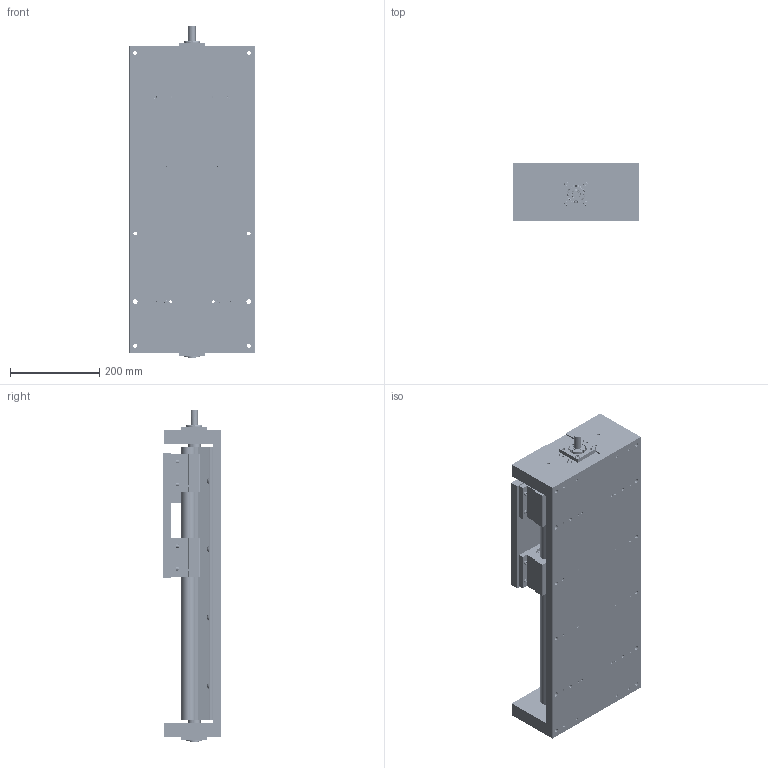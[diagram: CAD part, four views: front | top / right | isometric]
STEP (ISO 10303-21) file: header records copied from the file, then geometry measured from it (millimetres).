
FILE_DESCRIPTION (( 'STEP AP214' ), '1' );
FILE_NAME ('LinearSlide2_88B0B6DFBF.step', '2022-01-19T17:07:20', ( '' ), ( '' ), 'SwSTEP 2.0', 'SolidWorks 2019', '' );
FILE_SCHEMA (( 'AUTOMOTIVE_DESIGN' ));
Length unit declared in the file: inch
Products named in the file (5): LinearSlide2_88B0B6DFBF; n9UDOXqjrj_CADModel_0; n9UDOXqjrj_CADModel_1
Assembly tree (2 placements, depth 2):
  LinearSlide2_88B0B6DFBF
    n9UDOXqjrj_CADModel_1
    n9UDOXqjrj_CADModel_0
  n9UDOXqjrj_CADModel_0
  n9UDOXqjrj_CADModel_1
Bounding box: 279.4 x 130.18 x 742.01 mm (x, y, z)
Volume: 10985030.8 mm3; surface area: 1811290.6 mm2
Topology: 127 solids, 129 shells, 3876 faces, 9866 edges, 6125 vertices
Faces by surface type: plane 1401, cylinder 1204, cone 821, torus 306, sphere 128, bspline 16
Entity records: 173176 total; most frequent: CARTESIAN_POINT 28385, DIRECTION 19931, ORIENTED_EDGE 18972, EDGE_CURVE 9486, AXIS2_PLACEMENT_3D 7869, VERTEX_POINT 5937, EDGE_LOOP 4409, VECTOR 4193
